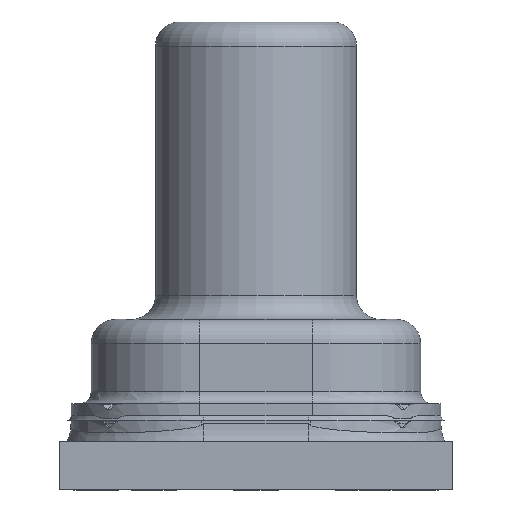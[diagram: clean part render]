
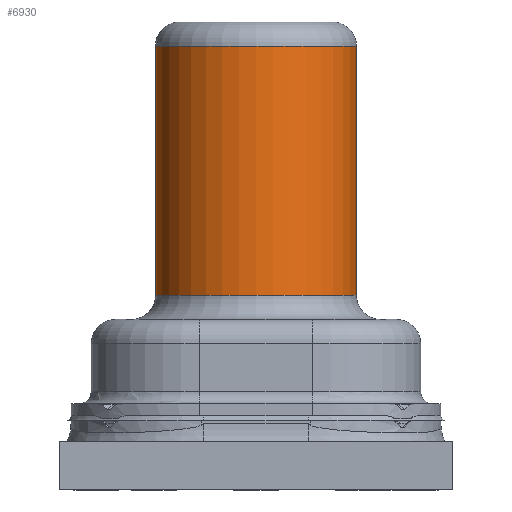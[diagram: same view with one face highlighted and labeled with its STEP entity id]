
A CAD part, left-side view. The second image highlights one B-rep face of the part: STEP entity #6930.
In plain terms, the highlighted cylindrical face has radius 1.25 mm (diameter 2.5 mm), a partial arc.
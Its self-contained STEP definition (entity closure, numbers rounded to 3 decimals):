
#1978=CARTESIAN_POINT('',(6.,5.6,2.42));
#1979=DIRECTION('',(0.,0.,1.));
#1980=DIRECTION('',(0.,1.,0.));
#1981=AXIS2_PLACEMENT_3D('',#1978,#1979,#1980);
#1983=DIRECTION('',(0.,0.,1.));
#1984=VECTOR('',#1983,3.1);
#1985=CARTESIAN_POINT('',(6.,6.85,2.42));
#1986=LINE('',#1985,#1984);
#1987=CARTESIAN_POINT('',(6.,5.6,5.52));
#1988=DIRECTION('',(0.,0.,1.));
#1989=DIRECTION('',(0.,1.,0.));
#1990=AXIS2_PLACEMENT_3D('',#1987,#1988,#1989);
#1992=DIRECTION('',(0.,0.,1.));
#1993=VECTOR('',#1992,3.1);
#1994=CARTESIAN_POINT('',(6.,4.35,2.42));
#1995=LINE('',#1994,#1993);
#3895=CARTESIAN_POINT('',(6.,6.85,5.52));
#3896=CARTESIAN_POINT('',(6.,4.35,5.52));
#3897=VERTEX_POINT('',#3895);
#3898=VERTEX_POINT('',#3896);
#3911=CARTESIAN_POINT('',(6.,4.35,2.42));
#3912=CARTESIAN_POINT('',(6.,6.85,2.42));
#3913=VERTEX_POINT('',#3911);
#3914=VERTEX_POINT('',#3912);
#6916=CARTESIAN_POINT('',(6.,5.6,0.675));
#6917=DIRECTION('',(0.,0.,1.));
#6918=DIRECTION('',(0.,-1.,0.));
#6919=AXIS2_PLACEMENT_3D('',#6916,#6917,#6918);
#6920=CYLINDRICAL_SURFACE('',#6919,1.25);
#6921=ORIENTED_EDGE('',*,*,#6910,.F.);
#6923=ORIENTED_EDGE('',*,*,#6922,.T.);
#6925=ORIENTED_EDGE('',*,*,#6924,.T.);
#6927=ORIENTED_EDGE('',*,*,#6926,.F.);
#6928=EDGE_LOOP('',(#6921,#6923,#6925,#6927));
#6929=FACE_OUTER_BOUND('',#6928,.F.);
#6930=ADVANCED_FACE('',(#6929),#6920,.T.);
#1982=CIRCLE('',#1981,1.25);
#1991=CIRCLE('',#1990,1.25);
#6910=EDGE_CURVE('',#3914,#3913,#1982,.T.);
#6922=EDGE_CURVE('',#3914,#3897,#1986,.T.);
#6924=EDGE_CURVE('',#3897,#3898,#1991,.T.);
#6926=EDGE_CURVE('',#3913,#3898,#1995,.T.);
